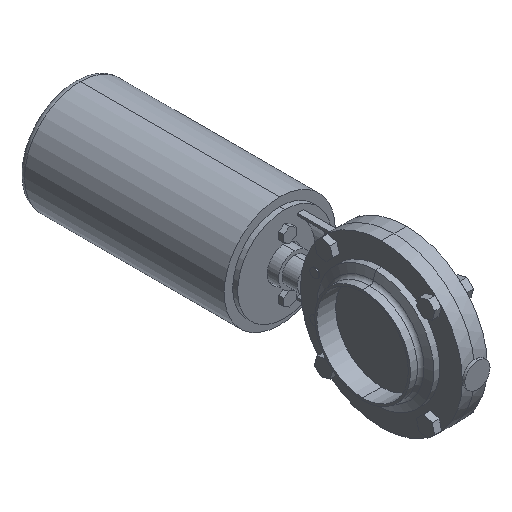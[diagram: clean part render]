
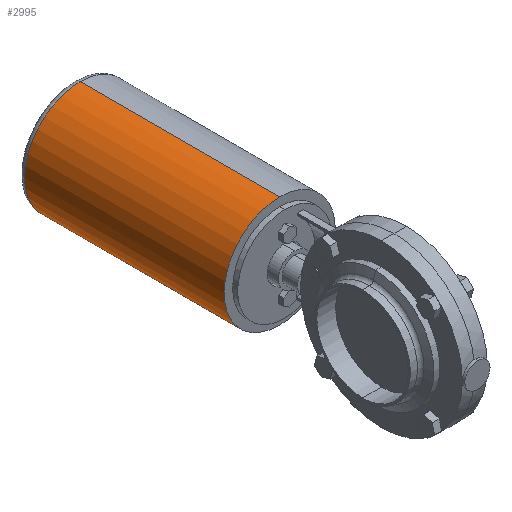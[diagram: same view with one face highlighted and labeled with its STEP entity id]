
A CAD part, isometric view. The second image highlights one B-rep face of the part: STEP entity #2995.
In plain terms, the highlighted cylindrical face has radius 44.25 mm (diameter 88.5 mm), a partial arc.
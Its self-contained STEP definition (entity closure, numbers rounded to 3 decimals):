
#291 = VERTEX_POINT ( 'NONE', #466 ) ;
#341 = CARTESIAN_POINT ( 'NONE',  ( 0., 164., 0. ) ) ;
#375 = DIRECTION ( 'NONE',  ( 0., -1., 0. ) ) ;
#466 = CARTESIAN_POINT ( 'NONE',  ( 0., 0., 44.25 ) ) ;
#617 = DIRECTION ( 'NONE',  ( 0., -1., 0. ) ) ;
#940 = DIRECTION ( 'NONE',  ( 0., 1., 0. ) ) ;
#966 = FACE_OUTER_BOUND ( 'NONE', #4610, .T. ) ;
#1015 = LINE ( 'NONE', #3089, #1600 ) ;
#1066 = EDGE_CURVE ( 'NONE', #4371, #291, #1015, .T. ) ;
#1075 = AXIS2_PLACEMENT_3D ( 'NONE', #3571, #940, #1549 ) ;
#1271 = CARTESIAN_POINT ( 'NONE',  ( 0., 164., -44.25 ) ) ;
#1366 = VERTEX_POINT ( 'NONE', #3546 ) ;
#1480 = LINE ( 'NONE', #1271, #4540 ) ;
#1518 = DIRECTION ( 'NONE',  ( 0., 0., 1. ) ) ;
#1549 = DIRECTION ( 'NONE',  ( 0., 0., 1. ) ) ;
#1600 = VECTOR ( 'NONE', #617, 1000. ) ;
#1651 = EDGE_CURVE ( 'NONE', #4371, #1366, #2150, .T. ) ;
#2150 = CIRCLE ( 'NONE', #4983, 44.25 ) ;
#2477 = DIRECTION ( 'NONE',  ( 0., -1., 0. ) ) ;
#2699 = DIRECTION ( 'NONE',  ( 0., -1., 0. ) ) ;
#2993 = ORIENTED_EDGE ( 'NONE', *, *, #1651, .T. ) ;
#2995 = ADVANCED_FACE ( 'NONE', ( #966 ), #4738, .T. ) ;
#3089 = CARTESIAN_POINT ( 'NONE',  ( 0., 164., 44.25 ) ) ;
#3109 = EDGE_CURVE ( 'NONE', #1366, #3212, #1480, .T. ) ;
#3135 = ORIENTED_EDGE ( 'NONE', *, *, #4944, .T. ) ;
#3179 = CARTESIAN_POINT ( 'NONE',  ( 0., 159., 0. ) ) ;
#3212 = VERTEX_POINT ( 'NONE', #3302 ) ;
#3271 = ORIENTED_EDGE ( 'NONE', *, *, #3109, .T. ) ;
#3277 = CIRCLE ( 'NONE', #1075, 44.25 ) ;
#3302 = CARTESIAN_POINT ( 'NONE',  ( 0., 0., -44.25 ) ) ;
#3546 = CARTESIAN_POINT ( 'NONE',  ( 0., 159., -44.25 ) ) ;
#3571 = CARTESIAN_POINT ( 'NONE',  ( 0., 0., 0. ) ) ;
#3691 = CARTESIAN_POINT ( 'NONE',  ( 0., 159., 44.25 ) ) ;
#3908 = ORIENTED_EDGE ( 'NONE', *, *, #1066, .F. ) ;
#4371 = VERTEX_POINT ( 'NONE', #3691 ) ;
#4540 = VECTOR ( 'NONE', #2477, 1000. ) ;
#4610 = EDGE_LOOP ( 'NONE', ( #3908, #2993, #3271, #3135 ) ) ;
#4738 = CYLINDRICAL_SURFACE ( 'NONE', #4856, 44.25 ) ;
#4856 = AXIS2_PLACEMENT_3D ( 'NONE', #341, #375, #5177 ) ;
#4944 = EDGE_CURVE ( 'NONE', #3212, #291, #3277, .T. ) ;
#4983 = AXIS2_PLACEMENT_3D ( 'NONE', #3179, #2699, #1518 ) ;
#5177 = DIRECTION ( 'NONE',  ( 0., 0., -1. ) ) ;
